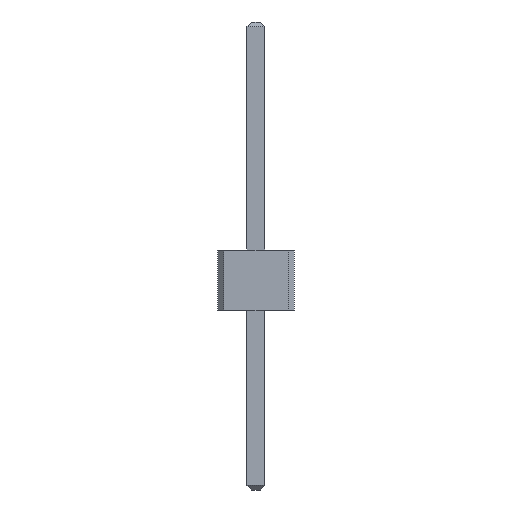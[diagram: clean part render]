
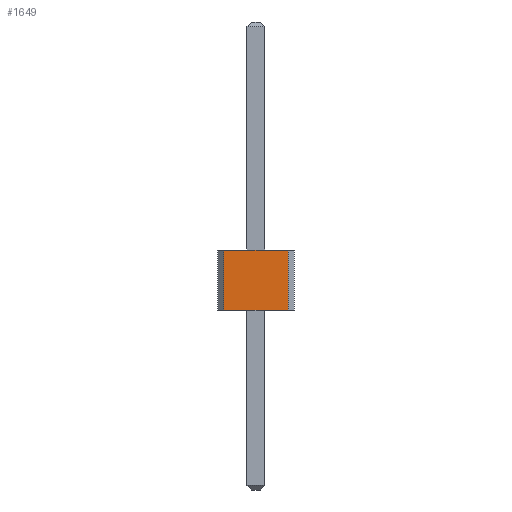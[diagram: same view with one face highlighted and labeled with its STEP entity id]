
A CAD part, front view. The second image highlights one B-rep face of the part: STEP entity #1649.
In plain terms, the highlighted planar face has unit normal (0, -1, 0).
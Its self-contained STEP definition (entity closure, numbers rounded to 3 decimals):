
#215 = VERTEX_POINT('',#216);
#216 = CARTESIAN_POINT('',(0.535,-5.5,0.));
#222 = EDGE_CURVE('',#223,#215,#225,.T.);
#223 = VERTEX_POINT('',#224);
#224 = CARTESIAN_POINT('',(-0.535,-5.5,0.));
#225 = LINE('',#226,#227);
#226 = CARTESIAN_POINT('',(-0.635,-5.5,0.));
#227 = VECTOR('',#228,1.);
#228 = DIRECTION('',(1.,0.,0.));
#747 = VERTEX_POINT('',#748);
#748 = CARTESIAN_POINT('',(-0.535,-5.5,1.));
#754 = EDGE_CURVE('',#747,#755,#757,.T.);
#755 = VERTEX_POINT('',#756);
#756 = CARTESIAN_POINT('',(0.535,-5.5,1.));
#757 = LINE('',#758,#759);
#758 = CARTESIAN_POINT('',(-0.635,-5.5,1.));
#759 = VECTOR('',#760,1.);
#760 = DIRECTION('',(1.,0.,0.));
#1639 = EDGE_CURVE('',#223,#747,#1640,.T.);
#1640 = LINE('',#1641,#1642);
#1641 = CARTESIAN_POINT('',(-0.535,-5.5,0.));
#1642 = VECTOR('',#1643,1.);
#1643 = DIRECTION('',(0.,0.,1.));
#1649 = ADVANCED_FACE('',(#1650),#1661,.F.);
#1650 = FACE_BOUND('',#1651,.F.);
#1651 = EDGE_LOOP('',(#1652,#1653,#1654,#1655));
#1652 = ORIENTED_EDGE('',*,*,#222,.F.);
#1653 = ORIENTED_EDGE('',*,*,#1639,.T.);
#1654 = ORIENTED_EDGE('',*,*,#754,.T.);
#1655 = ORIENTED_EDGE('',*,*,#1656,.F.);
#1656 = EDGE_CURVE('',#215,#755,#1657,.T.);
#1657 = LINE('',#1658,#1659);
#1658 = CARTESIAN_POINT('',(0.535,-5.5,0.));
#1659 = VECTOR('',#1660,1.);
#1660 = DIRECTION('',(0.,0.,1.));
#1661 = PLANE('',#1662);
#1662 = AXIS2_PLACEMENT_3D('',#1663,#1664,#1665);
#1663 = CARTESIAN_POINT('',(-0.635,-5.5,0.));
#1664 = DIRECTION('',(0.,1.,0.));
#1665 = DIRECTION('',(1.,0.,0.));
